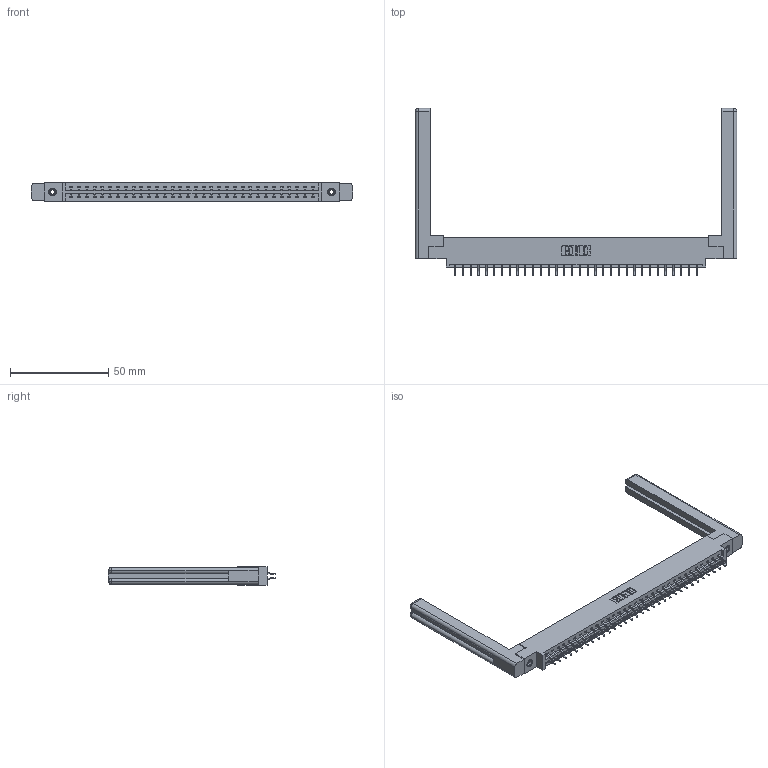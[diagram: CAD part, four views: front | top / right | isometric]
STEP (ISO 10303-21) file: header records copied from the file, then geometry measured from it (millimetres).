
FILE_DESCRIPTION (( 'STEP AP203' ), '1' );
FILE_NAME ('337-064-556-858.STEP', '2019-10-12T00:11:18', ( '' ), ( '' ), 'SwSTEP 2.0', 'SolidWorks 2016', '' );
FILE_SCHEMA (( 'CONFIG_CONTROL_DESIGN' ));
Length unit declared in the file: inch
Products named in the file (5): 337 Part_0.170 Offset - 0.156 Dia-TI; 345-250-001_345-250-001-102; 337-064-556-858; 307-220-058; 345-292-001_556 Tail
Assembly tree (69 placements, depth 2):
  337-064-556-858
    337 Part_0.170 Offset - 0.156 Dia-TI
    345-292-001_556 Tail  x64
    345-250-001_345-250-001-102  x2
    307-220-058  x2
Bounding box: 163.42 x 84.98 x 9.4 mm (x, y, z)
Volume: 24112.1 mm3; surface area: 24174.2 mm2
Topology: 69 solids, 69 shells, 4100 faces, 12133 edges, 7990 vertices
Faces by surface type: plane 2846, cylinder 1230, cone 12, torus 12
Entity records: 29090 total; most frequent: CARTESIAN_POINT 4933, ORIENTED_EDGE 4796, DIRECTION 4218, EDGE_CURVE 2398, LINE 2214, VECTOR 2214, VERTEX_POINT 1590, AXIS2_PLACEMENT_3D 1002
